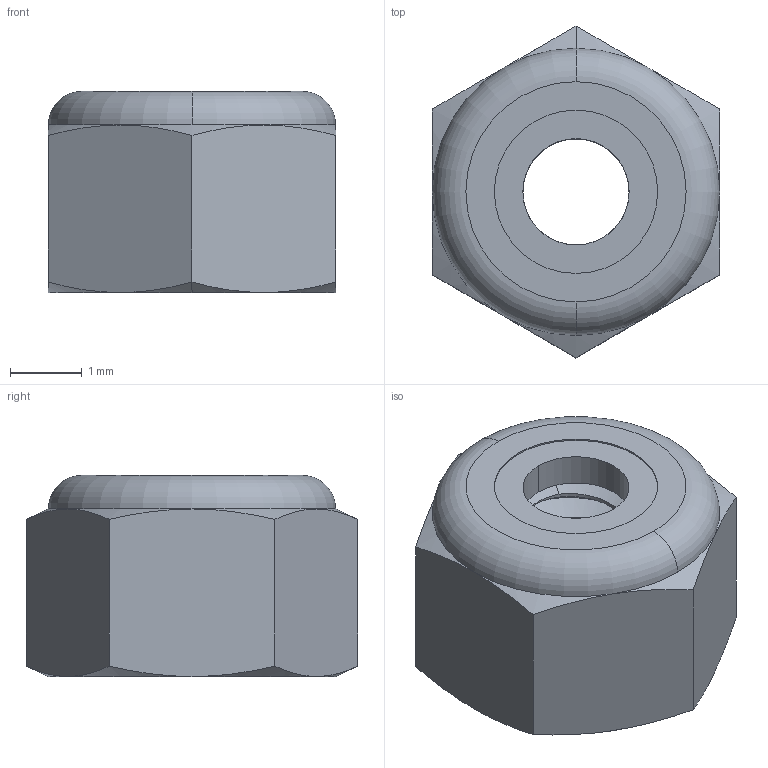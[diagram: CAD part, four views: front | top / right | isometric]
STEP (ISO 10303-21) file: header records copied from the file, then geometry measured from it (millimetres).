
FILE_DESCRIPTION (( 'STEP AP203' ), '1' );
FILE_NAME ('90576A211_Medium-Strength Steel Nylon-Insert Locknut.STEP', '2021-09-20T19:46:02', ( 'Administrator' ), ( 'Managed by Terraform' ), 'SwSTEP 2.0', 'SolidWorks 2017', '' );
FILE_SCHEMA (( 'CONFIG_CONTROL_DESIGN' ));
Length unit declared in the file: millimetre
Products named in the file (1): 90576A211_Medium-Strength Steel Nylon-Insert Locknut
Bounding box: 4 x 4.62 x 2.8 mm (x, y, z)
Volume: 31 mm3; surface area: 124.5 mm2
Topology: 2 solids, 2 shells, 56 faces, 137 edges, 87 vertices
Faces by surface type: cone 18, cylinder 17, plane 12, torus 6, bspline 3
Entity records: 2622 total; most frequent: CARTESIAN_POINT 1354, ORIENTED_EDGE 274, DIRECTION 222, EDGE_CURVE 137, AXIS2_PLACEMENT_3D 97, VERTEX_POINT 87, EDGE_LOOP 62, FACE_OUTER_BOUND 56
